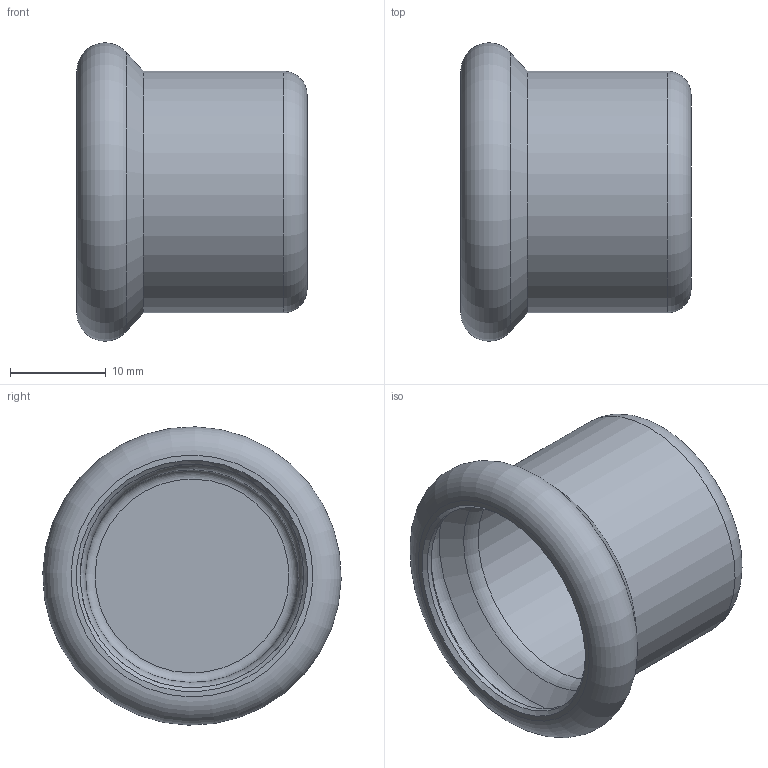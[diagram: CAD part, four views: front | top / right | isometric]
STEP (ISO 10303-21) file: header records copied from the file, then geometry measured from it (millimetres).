
FILE_DESCRIPTION(/* description */ (''),/* implementation_level */ '2;1');
FILE_NAME(/* name */ '43214.stp',/* time_stamp */ '2023-09-08T11:22:44+02:00',/* author */ ('JANAN'),/* organization */ (''),/* preprocessor_version */ 'ST-DEVELOPER v19.2',/* originating_system */ 'Autodesk Inventor 2023',/* authorisation */ '');
FILE_SCHEMA (('AUTOMOTIVE_DESIGN { 1 0 10303 214 3 1 1 }'));
Length unit declared in the file: millimetre
Products named in the file (1): tmpD2E6.tmp
Bounding box: 24 x 31.09 x 31.09 mm (x, y, z)
Volume: 3505.8 mm3; surface area: 4928.8 mm2
Topology: 1 solids, 1 shells, 16 faces, 31 edges, 19 vertices
Faces by surface type: torus 5, plane 4, cone 4, cylinder 3
Full cylindrical faces by diameter (mm): 22.2 x1, 23.3 x1, 25.2 x1
Entity records: 478 total; most frequent: DIRECTION 89, CARTESIAN_POINT 67, ORIENTED_EDGE 62, AXIS2_PLACEMENT_3D 41, EDGE_CURVE 31, CIRCLE 24, VERTEX_POINT 19, EDGE_LOOP 18
